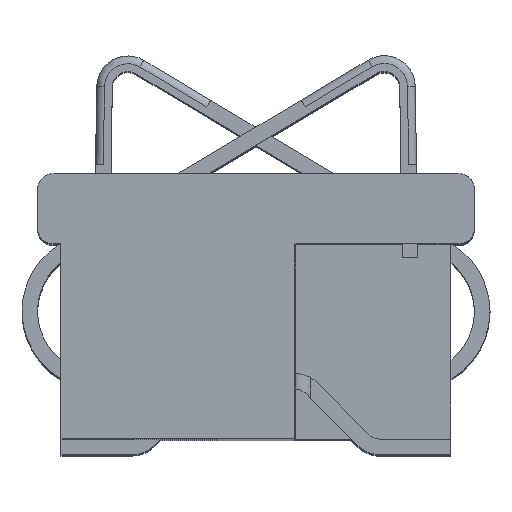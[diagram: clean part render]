
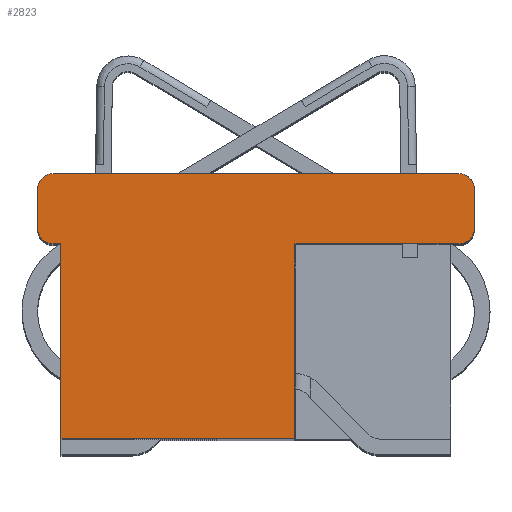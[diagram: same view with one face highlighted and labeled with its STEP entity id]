
A CAD part, top view. The second image highlights one B-rep face of the part: STEP entity #2823.
In plain terms, the highlighted planar face has unit normal (0, 0, 1).
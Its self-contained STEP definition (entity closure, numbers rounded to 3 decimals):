
#280 = VERTEX_POINT ( 'NONE', #3655 ) ;
#329 = CARTESIAN_POINT ( 'NONE',  ( 1.65, 1.25, 0.6 ) ) ;
#396 = LINE ( 'NONE', #10507, #9858 ) ;
#936 = EDGE_CURVE ( 'NONE', #2789, #2487, #7618, .T. ) ;
#1027 = EDGE_CURVE ( 'NONE', #9988, #9226, #6002, .T. ) ;
#1073 = ORIENTED_EDGE ( 'NONE', *, *, #11961, .F. ) ;
#1175 = VERTEX_POINT ( 'NONE', #329 ) ;
#1201 = CIRCLE ( 'NONE', #11125, 0.1 ) ;
#1239 = EDGE_CURVE ( 'NONE', #11113, #5918, #5703, .T. ) ;
#1296 = CARTESIAN_POINT ( 'NONE',  ( 0.15, 0.85, 0.6 ) ) ;
#1373 = ORIENTED_EDGE ( 'NONE', *, *, #1027, .F. ) ;
#1658 = ORIENTED_EDGE ( 'NONE', *, *, #1855, .T. ) ;
#1855 = EDGE_CURVE ( 'NONE', #4714, #2789, #3937, .T. ) ;
#1889 = ORIENTED_EDGE ( 'NONE', *, *, #11401, .T. ) ;
#1952 = AXIS2_PLACEMENT_3D ( 'NONE', #4742, #7397, #9299 ) ;
#2114 = LINE ( 'NONE', #2156, #10980 ) ;
#2156 = CARTESIAN_POINT ( 'NONE',  ( 1.4, 1.25, 0.6 ) ) ;
#2281 = CARTESIAN_POINT ( 'NONE',  ( 0., 1.35, 0.6 ) ) ;
#2342 = CIRCLE ( 'NONE', #9311, 0.1 ) ;
#2358 = DIRECTION ( 'NONE',  ( 0., -1., 0. ) ) ;
#2484 = EDGE_CURVE ( 'NONE', #5429, #4714, #2114, .T. ) ;
#2487 = VERTEX_POINT ( 'NONE', #3918 ) ;
#2590 = VECTOR ( 'NONE', #2358, 1000. ) ;
#2695 = CARTESIAN_POINT ( 'NONE',  ( 0.1, 1.7, 0.6 ) ) ;
#2789 = VERTEX_POINT ( 'NONE', #6405 ) ;
#2821 = EDGE_CURVE ( 'NONE', #9226, #280, #1201, .T. ) ;
#2823 = ADVANCED_FACE ( 'NONE', ( #7115 ), #8380, .T. ) ;
#2886 = CARTESIAN_POINT ( 'NONE',  ( 0.1, 1.25, 0.6 ) ) ;
#2938 = DIRECTION ( 'NONE',  ( 1., 0., 0. ) ) ;
#2962 = VERTEX_POINT ( 'NONE', #6617 ) ;
#3013 = DIRECTION ( 'NONE',  ( 1., 0., 0. ) ) ;
#3439 = CIRCLE ( 'NONE', #1952, 0.1 ) ;
#3655 = CARTESIAN_POINT ( 'NONE',  ( 2.8, 1.6, 0.6 ) ) ;
#3783 = EDGE_CURVE ( 'NONE', #2962, #9985, #3439, .T. ) ;
#3865 = AXIS2_PLACEMENT_3D ( 'NONE', #9593, #9632, #3013 ) ;
#3918 = CARTESIAN_POINT ( 'NONE',  ( 1.65, 0., 0.6 ) ) ;
#3937 = LINE ( 'NONE', #1296, #2590 ) ;
#4271 = ORIENTED_EDGE ( 'NONE', *, *, #2484, .T. ) ;
#4682 = DIRECTION ( 'NONE',  ( -1., 0., 0. ) ) ;
#4714 = VERTEX_POINT ( 'NONE', #5220 ) ;
#4742 = CARTESIAN_POINT ( 'NONE',  ( 2.7, 1.35, 0.6 ) ) ;
#4820 = DIRECTION ( 'NONE',  ( 1., 0., 0. ) ) ;
#4833 = DIRECTION ( 'NONE',  ( 1., 0., 0. ) ) ;
#4838 = ORIENTED_EDGE ( 'NONE', *, *, #1239, .T. ) ;
#5040 = CARTESIAN_POINT ( 'NONE',  ( 0., 1.6, 0.6 ) ) ;
#5220 = CARTESIAN_POINT ( 'NONE',  ( 0.15, 1.25, 0.6 ) ) ;
#5233 = CIRCLE ( 'NONE', #3865, 0.1 ) ;
#5429 = VERTEX_POINT ( 'NONE', #2886 ) ;
#5587 = CARTESIAN_POINT ( 'NONE',  ( 2.7, 1.6, 0.6 ) ) ;
#5659 = CARTESIAN_POINT ( 'NONE',  ( 2.8, 0.85, 0.6 ) ) ;
#5703 = LINE ( 'NONE', #7981, #7168 ) ;
#5884 = VECTOR ( 'NONE', #6481, 1000. ) ;
#5918 = VERTEX_POINT ( 'NONE', #2281 ) ;
#6002 = LINE ( 'NONE', #6838, #8496 ) ;
#6127 = EDGE_CURVE ( 'NONE', #1175, #2962, #11192, .T. ) ;
#6261 = EDGE_LOOP ( 'NONE', ( #1889, #8028, #1373, #11807, #4838, #8038, #4271, #1658, #8064, #1073, #12280, #6713 ) ) ;
#6405 = CARTESIAN_POINT ( 'NONE',  ( 0.15, 0., 0.6 ) ) ;
#6481 = DIRECTION ( 'NONE',  ( 1., 0., 0. ) ) ;
#6511 = CARTESIAN_POINT ( 'NONE',  ( 1.4, 1.25, 0.6 ) ) ;
#6519 = DIRECTION ( 'NONE',  ( 0., 0., -1. ) ) ;
#6598 = DIRECTION ( 'NONE',  ( 0., 1., 0. ) ) ;
#6617 = CARTESIAN_POINT ( 'NONE',  ( 2.7, 1.25, 0.6 ) ) ;
#6713 = ORIENTED_EDGE ( 'NONE', *, *, #3783, .T. ) ;
#6753 = DIRECTION ( 'NONE',  ( 0., 0., 1. ) ) ;
#6838 = CARTESIAN_POINT ( 'NONE',  ( 1.4, 1.7, 0.6 ) ) ;
#7115 = FACE_OUTER_BOUND ( 'NONE', #6261, .T. ) ;
#7168 = VECTOR ( 'NONE', #10676, 1000. ) ;
#7397 = DIRECTION ( 'NONE',  ( 0., 0., 1. ) ) ;
#7618 = LINE ( 'NONE', #12294, #10428 ) ;
#7656 = DIRECTION ( 'NONE',  ( 0., 0., 1. ) ) ;
#7731 = DIRECTION ( 'NONE',  ( -1., 0., 0. ) ) ;
#7776 = CARTESIAN_POINT ( 'NONE',  ( 0.1, 1.6, 0.6 ) ) ;
#7808 = VECTOR ( 'NONE', #6598, 1000. ) ;
#7887 = AXIS2_PLACEMENT_3D ( 'NONE', #10228, #6753, #9633 ) ;
#7981 = CARTESIAN_POINT ( 'NONE',  ( 0., 0.85, 0.6 ) ) ;
#8028 = ORIENTED_EDGE ( 'NONE', *, *, #2821, .F. ) ;
#8038 = ORIENTED_EDGE ( 'NONE', *, *, #8961, .T. ) ;
#8064 = ORIENTED_EDGE ( 'NONE', *, *, #936, .T. ) ;
#8380 = PLANE ( 'NONE',  #7887 ) ;
#8496 = VECTOR ( 'NONE', #4833, 1000. ) ;
#8961 = EDGE_CURVE ( 'NONE', #5918, #5429, #5233, .T. ) ;
#9226 = VERTEX_POINT ( 'NONE', #9871 ) ;
#9299 = DIRECTION ( 'NONE',  ( -1., 0., 0. ) ) ;
#9311 = AXIS2_PLACEMENT_3D ( 'NONE', #7776, #7656, #7731 ) ;
#9593 = CARTESIAN_POINT ( 'NONE',  ( 0.1, 1.35, 0.6 ) ) ;
#9632 = DIRECTION ( 'NONE',  ( 0., 0., 1. ) ) ;
#9633 = DIRECTION ( 'NONE',  ( 1., 0., 0. ) ) ;
#9858 = VECTOR ( 'NONE', #10552, 1000. ) ;
#9871 = CARTESIAN_POINT ( 'NONE',  ( 2.7, 1.7, 0.6 ) ) ;
#9985 = VERTEX_POINT ( 'NONE', #11133 ) ;
#9988 = VERTEX_POINT ( 'NONE', #2695 ) ;
#10228 = CARTESIAN_POINT ( 'NONE',  ( 1.4, 0.85, 0.6 ) ) ;
#10428 = VECTOR ( 'NONE', #2938, 1000. ) ;
#10507 = CARTESIAN_POINT ( 'NONE',  ( 1.65, 0.85, 0.6 ) ) ;
#10552 = DIRECTION ( 'NONE',  ( 0., -1., 0. ) ) ;
#10676 = DIRECTION ( 'NONE',  ( 0., -1., 0. ) ) ;
#10980 = VECTOR ( 'NONE', #4820, 1000. ) ;
#11113 = VERTEX_POINT ( 'NONE', #5040 ) ;
#11125 = AXIS2_PLACEMENT_3D ( 'NONE', #5587, #6519, #4682 ) ;
#11133 = CARTESIAN_POINT ( 'NONE',  ( 2.8, 1.35, 0.6 ) ) ;
#11192 = LINE ( 'NONE', #6511, #5884 ) ;
#11401 = EDGE_CURVE ( 'NONE', #9985, #280, #12256, .T. ) ;
#11807 = ORIENTED_EDGE ( 'NONE', *, *, #12012, .T. ) ;
#11961 = EDGE_CURVE ( 'NONE', #1175, #2487, #396, .T. ) ;
#12012 = EDGE_CURVE ( 'NONE', #9988, #11113, #2342, .T. ) ;
#12256 = LINE ( 'NONE', #5659, #7808 ) ;
#12280 = ORIENTED_EDGE ( 'NONE', *, *, #6127, .T. ) ;
#12294 = CARTESIAN_POINT ( 'NONE',  ( 1.4, 0., 0.6 ) ) ;
